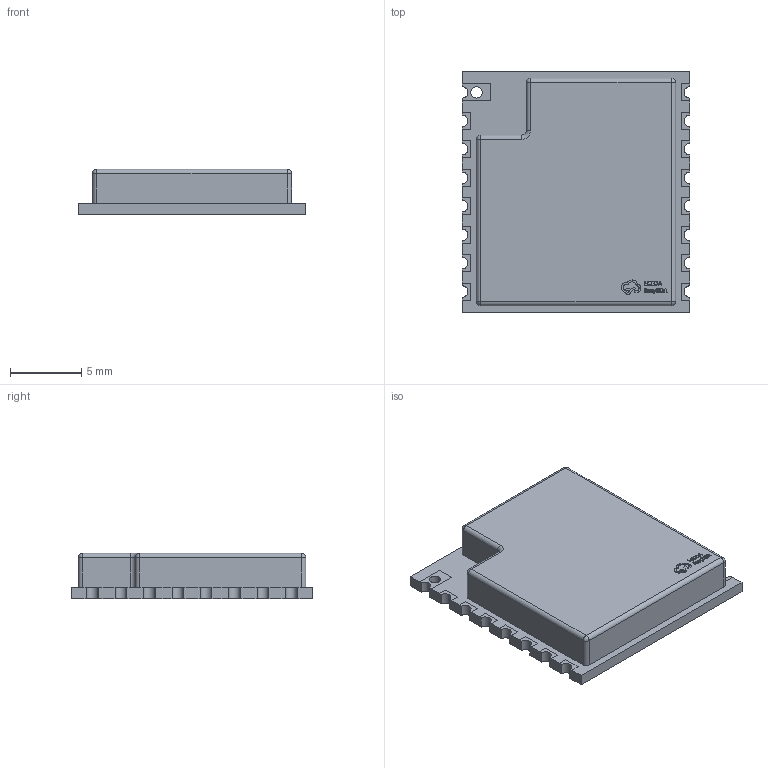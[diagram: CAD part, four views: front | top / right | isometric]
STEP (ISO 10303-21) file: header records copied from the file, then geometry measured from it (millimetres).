
FILE_DESCRIPTION(('FreeCAD Model'),'2;1');
FILE_NAME('Open CASCADE Shape Model','2024-03-26T15:08:16',(''),(''), 'Open CASCADE STEP processor 7.6','FreeCAD','Unknown');
FILE_SCHEMA(('AUTOMOTIVE_DESIGN { 1 0 10303 214 1 1 1 1 }'));
Length unit declared in the file: millimetre
Products named in the file (3): L1; COMM-SMD_RA-01S; SOLID
Assembly tree (2 placements, depth 3):
  L1
    COMM-SMD_RA-01S
      SOLID
Bounding box: 16 x 17 x 3.21 mm (x, y, z)
Volume: 716.7 mm3; surface area: 730.3 mm2
Topology: 1 solids, 1 shells, 336 faces, 1025 edges, 713 vertices
Faces by surface type: plane 194, bspline 98, cylinder 38, sphere 5, torus 1
Entity records: 14556 total; most frequent: CARTESIAN_POINT 3574, ORIENTED_EDGE 2040, DIRECTION 1365, EDGE_CURVE 1020, LINE 729, VECTOR 729, VERTEX_POINT 713, FACE_BOUND 365
